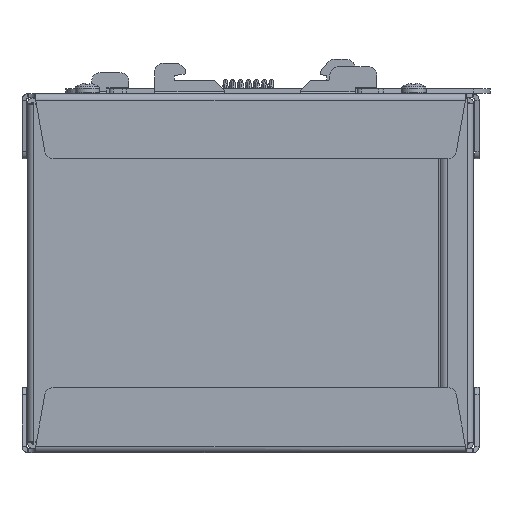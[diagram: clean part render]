
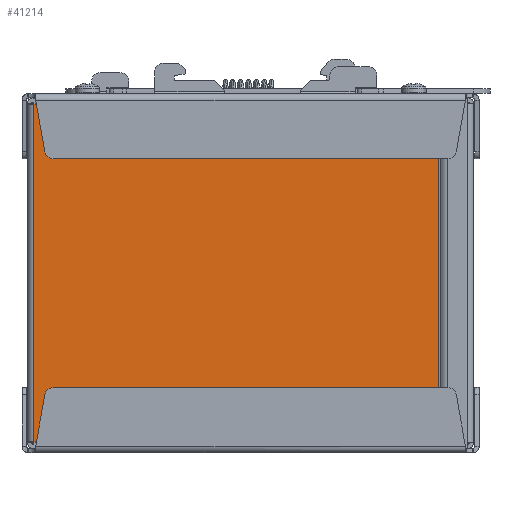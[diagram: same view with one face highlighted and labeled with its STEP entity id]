
A CAD part, left-side view. The second image highlights one B-rep face of the part: STEP entity #41214.
In plain terms, the highlighted planar face has unit normal (-1, 0, 0).
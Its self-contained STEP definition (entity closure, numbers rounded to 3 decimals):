
#626=FACE_BOUND('',#6887,.T.);
#627=FACE_BOUND('',#6888,.T.);
#2467=PLANE('',#43634);
#4462=FACE_OUTER_BOUND('',#6886,.T.);
#6886=EDGE_LOOP('',(#37859,#37860,#37861,#37862,#37863,#37864));
#6887=EDGE_LOOP('',(#37865));
#6888=EDGE_LOOP('',(#37866));
#12173=LINE('',#65355,#17427);
#12189=LINE('',#65396,#17443);
#12204=LINE('',#65432,#17458);
#12216=LINE('',#65459,#17470);
#12218=LINE('',#65462,#17472);
#12220=LINE('',#65470,#17474);
#17427=VECTOR('',#53353,91.5);
#17443=VECTOR('',#53395,91.5);
#17458=VECTOR('',#53434,1.5);
#17470=VECTOR('',#53466,77.5);
#17472=VECTOR('',#53470,1.5);
#17474=VECTOR('',#53480,77.5);
#18004=CIRCLE('',#43635,3.3);
#18005=CIRCLE('',#43636,3.3);
#21619=VERTEX_POINT('',#65352);
#21620=VERTEX_POINT('',#65354);
#21631=VERTEX_POINT('',#65393);
#21632=VERTEX_POINT('',#65395);
#21641=VERTEX_POINT('',#65431);
#21645=VERTEX_POINT('',#65444);
#21649=VERTEX_POINT('',#65472);
#21650=VERTEX_POINT('',#65474);
#27233=EDGE_CURVE('',#21620,#21619,#12173,.T.);
#27253=EDGE_CURVE('',#21632,#21631,#12189,.T.);
#27271=EDGE_CURVE('',#21641,#21632,#12204,.T.);
#27287=EDGE_CURVE('',#21645,#21641,#12216,.T.);
#27289=EDGE_CURVE('',#21619,#21645,#12218,.T.);
#27293=EDGE_CURVE('',#21620,#21631,#12220,.T.);
#27294=EDGE_CURVE('',#21649,#21649,#18004,.T.);
#27295=EDGE_CURVE('',#21650,#21650,#18005,.T.);
#37859=ORIENTED_EDGE('',*,*,#27233,.T.);
#37860=ORIENTED_EDGE('',*,*,#27289,.T.);
#37861=ORIENTED_EDGE('',*,*,#27287,.T.);
#37862=ORIENTED_EDGE('',*,*,#27271,.T.);
#37863=ORIENTED_EDGE('',*,*,#27253,.T.);
#37864=ORIENTED_EDGE('',*,*,#27293,.F.);
#37865=ORIENTED_EDGE('',*,*,#27294,.T.);
#37866=ORIENTED_EDGE('',*,*,#27295,.T.);
#41214=ADVANCED_FACE('',(#4462,#626,#627),#2467,.T.);
#43634=AXIS2_PLACEMENT_3D('',#65471,#53481,#53482);
#43635=AXIS2_PLACEMENT_3D('',#65473,#53483,#53484);
#43636=AXIS2_PLACEMENT_3D('',#65475,#53485,#53486);
#53353=DIRECTION('',(0.,0.,1.));
#53395=DIRECTION('',(0.,0.,-1.));
#53434=DIRECTION('',(0.,0.,-1.));
#53466=DIRECTION('',(0.,1.,0.));
#53470=DIRECTION('',(0.,0.,1.));
#53480=DIRECTION('',(0.,1.,0.));
#53481=DIRECTION('center_axis',(-1.,0.,0.));
#53482=DIRECTION('ref_axis',(0.,0.,
1.));
#53483=DIRECTION('center_axis',(1.,0.,0.));
#53484=DIRECTION('ref_axis',(0.,0.,
1.));
#53485=DIRECTION('center_axis',(1.,0.,0.));
#53486=DIRECTION('ref_axis',(0.,0.,
1.));
#65352=CARTESIAN_POINT('',(-65.,-38.75,-2.));
#65354=CARTESIAN_POINT('',(-65.,-38.75,-93.5));
#65355=CARTESIAN_POINT('',(-65.,-38.75,-69.956));
#65393=CARTESIAN_POINT('',(-65.,38.75,-93.5));
#65395=CARTESIAN_POINT('',(-65.,38.75,-2.));
#65396=CARTESIAN_POINT('',(-65.,38.75,-23.456));
#65431=CARTESIAN_POINT('',(-65.,38.75,-0.5));
#65432=CARTESIAN_POINT('',(-65.,38.75,-23.456));
#65444=CARTESIAN_POINT('',(-65.,-38.75,-0.5));
#65459=CARTESIAN_POINT('',(-65.,0.,-0.5));
#65462=CARTESIAN_POINT('',(-65.,-38.75,-69.956));
#65470=CARTESIAN_POINT('',(-65.,-40.25,-93.5));
#65471=CARTESIAN_POINT('Origin',(-65.,0.,
-46.411));
#65472=CARTESIAN_POINT('',(-65.,30.25,-86.2));
#65473=CARTESIAN_POINT('Origin',(-65.,30.25,-89.5));
#65474=CARTESIAN_POINT('',(-65.,-30.25,-86.2));
#65475=CARTESIAN_POINT('Origin',(-65.,-30.25,-89.5));
